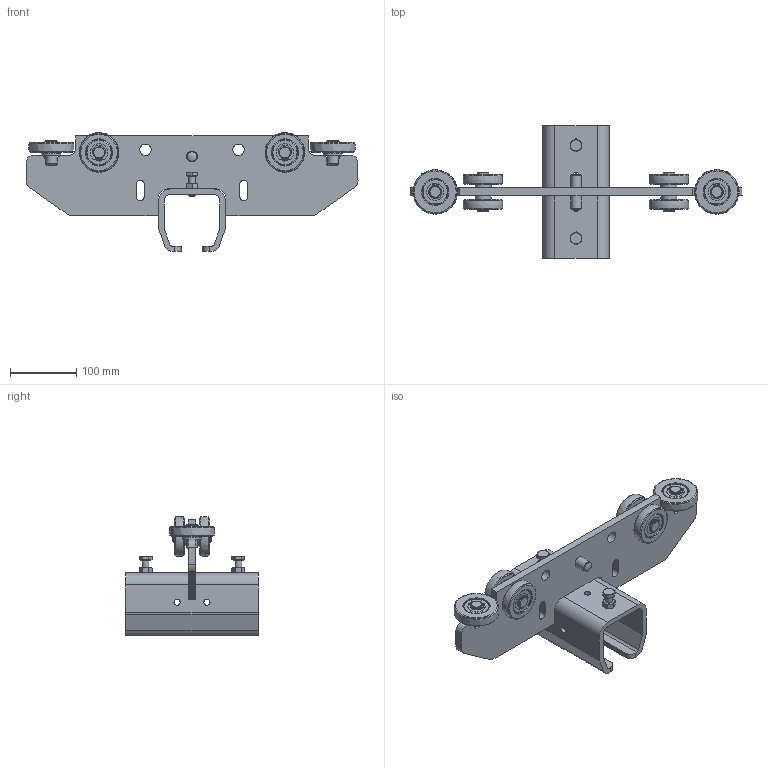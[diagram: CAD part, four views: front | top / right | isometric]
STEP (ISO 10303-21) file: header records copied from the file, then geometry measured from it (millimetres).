
FILE_DESCRIPTION(('STEP AP214'),'1');
FILE_NAME('PMH Åkvagn 1654.stp','2013-08-01T10:11:11',(' '),(' '),'Spatial InterOp 3D',' ',' ');
FILE_SCHEMA(('automotive_design'));
Length unit declared in the file: millimetre
Products named in the file (32): PMH Profilskena akvagn 1654; NAUO1; NAUO2; NAUO3; NAUO4; NAUO5; NAUO6; NAUO7; NAUO8; NAUO9; NAUO10; NAUO11; NAUO12; NAUO13; NAUO14; NAUO15; NAUO16; NAUO17; NAUO18; NAUO19; NAUO20; NAUO21; NAUO22; NAUO23; NAUO24; NAUO25; NAUO26; NAUO27; NAUO28; NAUO29; NAUO30; NAUO31
Assembly tree (31 placements, depth 2):
  PMH Profilskena akvagn 1654
    NAUO1
    NAUO2
    NAUO3
    NAUO4
    NAUO5
    NAUO6
    NAUO7
    NAUO8
    NAUO9
    NAUO10
    NAUO11
    NAUO12
    NAUO13
    NAUO14
    NAUO15
    NAUO16
    NAUO17
    NAUO18
    NAUO19
    NAUO20
    NAUO21
    NAUO22
    NAUO23
    NAUO24
    NAUO25
    NAUO26
    NAUO27
    NAUO28
    NAUO29
    NAUO30
    NAUO31
Bounding box: 500 x 200 x 178.9 mm (x, y, z)
Volume: 1277838.8 mm3; surface area: 352882.9 mm2
Topology: 31 solids, 37 shells, 584 faces, 1233 edges, 799 vertices
Faces by surface type: plane 238, cylinder 212, cone 98, torus 28, sphere 6, bspline 2
Full cylindrical faces by diameter (mm): 1.7 x12, 8.376 x2, 9.3 x8, 10 x2, 14.63 x2, 16 x1, 16.2 x7, 16.98 x4, 17 x12, 17.2 x8, 17.5 x4, 24 x4, 26 x12, 28.5 x8, 29 x4, 29.94 x4, 36.058 x4, 37.5 x8, 40.6 x12, 41 x12
Entity records: 20099 total; most frequent: CARTESIAN_POINT 2810, DIRECTION 2692, ORIENTED_EDGE 1924, AXIS2_PLACEMENT_3D 1188, EDGE_LOOP 984, EDGE_CURVE 962, VERTEX_POINT 754, FACE_OUTER_BOUND 746
